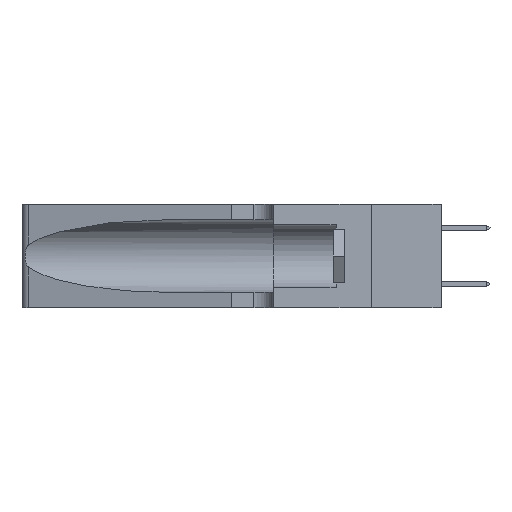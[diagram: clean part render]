
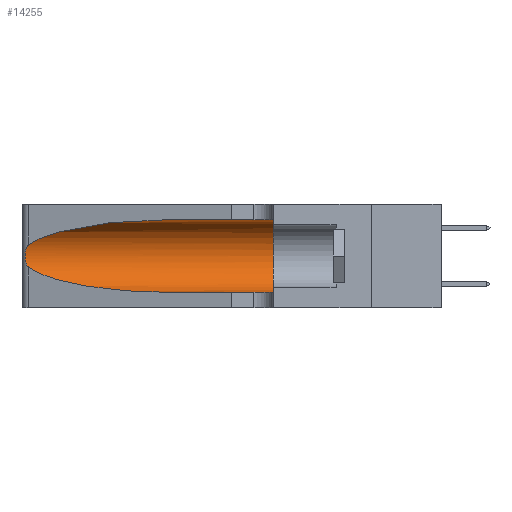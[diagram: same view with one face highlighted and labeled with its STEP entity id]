
A CAD part, left-side view. The second image highlights one B-rep face of the part: STEP entity #14255.
In plain terms, the highlighted cylindrical face has radius 3.308 mm (diameter 6.617 mm), a partial arc.
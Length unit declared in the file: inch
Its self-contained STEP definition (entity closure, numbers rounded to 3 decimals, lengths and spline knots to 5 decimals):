
#41 = CARTESIAN_POINT ( 'NONE',  ( 0.25639, 1.23186, 0.15144 ) ) ;
#61 = VECTOR ( 'NONE', #17135, 39.37008 ) ;
#211 = VERTEX_POINT ( 'NONE', #16527 ) ;
#468 = ORIENTED_EDGE ( 'NONE', *, *, #19565, .F. ) ;
#668 = CARTESIAN_POINT ( 'NONE',  ( 0.1305, 0.72297, 0.31525 ) ) ;
#1013 = ORIENTED_EDGE ( 'NONE', *, *, #14867, .T. ) ;
#1053 = CARTESIAN_POINT ( 'NONE',  ( 0.25487, 1.22718, 0.22369 ) ) ;
#1119 = ORIENTED_EDGE ( 'NONE', *, *, #1692, .T. ) ;
#1692 = EDGE_CURVE ( 'NONE', #7877, #211, #11443, .T. ) ;
#1729 = CARTESIAN_POINT ( 'NONE',  ( 0.1305, 0.72297, 0.05475 ) ) ;
#2129 = CARTESIAN_POINT ( 'NONE',  ( 0.26075, 1.23896, 0.19203 ) ) ;
#2145 = CARTESIAN_POINT ( 'NONE',  ( 0.26018, 1.23835, 0.19895 ) ) ;
#2202 = CARTESIAN_POINT ( 'NONE',  ( 0.25854, 1.2359, 0.20912 ) ) ;
#2349 = CARTESIAN_POINT ( 'NONE',  ( 0.25487, 1.22718, 0.22369 ) ) ;
#2538 = DIRECTION ( 'NONE',  ( 0., -1., 0. ) ) ;
#2671 = VERTEX_POINT ( 'NONE', #668 ) ;
#2702 = EDGE_CURVE ( 'NONE', #17548, #4700, #15873, .T. ) ;
#2890 = CARTESIAN_POINT ( 'NONE',  ( 0.25555, 1.22993, 0.14849 ) ) ;
#3041 = CARTESIAN_POINT ( 'NONE',  ( 0.25487, 1.22718, 0.22369 ) ) ;
#3347 = CARTESIAN_POINT ( 'NONE',  ( 0.1305, 1.61858, 0.31525 ) ) ;
#3465 = CARTESIAN_POINT ( 'NONE',  ( 0.2373, 1.15595, 0.08982 ) ) ;
#3499 = CARTESIAN_POINT ( 'NONE',  ( 0.25787, 1.23484, 0.2124 ) ) ;
#3554 = CARTESIAN_POINT ( 'NONE',  ( 0.25555, 1.22994, 0.2215 ) ) ;
#4077 = CARTESIAN_POINT ( 'NONE',  ( 0.18966, 0.96281, 0.31525 ) ) ;
#4326 = DIRECTION ( 'NONE',  ( 0., 0., -1. ) ) ;
#4700 = VERTEX_POINT ( 'NONE', #14115 ) ;
#4979 = CARTESIAN_POINT ( 'NONE',  ( 0.26017, 1.23833, 0.17102 ) ) ;
#5000 = CARTESIAN_POINT ( 'NONE',  ( 0.26075, 1.23896, 0.178 ) ) ;
#5216 = CARTESIAN_POINT ( 'NONE',  ( 0.1305, 0.72297, 0.05475 ) ) ;
#5274 = ORIENTED_EDGE ( 'NONE', *, *, #18949, .T. ) ;
#5553 = DIRECTION ( 'NONE',  ( 0., 1., 0. ) ) ;
#6489 =( BOUNDED_CURVE ( )  B_SPLINE_CURVE ( 3, ( #21183, #4077, #12807, #2349 ),
 .UNSPECIFIED., .F., .T. ) 
 B_SPLINE_CURVE_WITH_KNOTS ( ( 4, 4 ),
 ( 1.5708, 2.84003 ),
 .UNSPECIFIED. ) 
 CURVE ( )  GEOMETRIC_REPRESENTATION_ITEM ( )  RATIONAL_B_SPLINE_CURVE ( ( 1., 0.87, 0.87, 1. ) ) 
 REPRESENTATION_ITEM ( '' )  );
#6639 = EDGE_LOOP ( 'NONE', ( #1013, #11484, #5274, #1119, #16101, #468 ) ) ;
#6859 = FACE_OUTER_BOUND ( 'NONE', #6639, .T. ) ;
#7877 = VERTEX_POINT ( 'NONE', #1729 ) ;
#10046 = CARTESIAN_POINT ( 'NONE',  ( 0.25639, 1.23184, 0.21858 ) ) ;
#10122 = CARTESIAN_POINT ( 'NONE',  ( 0.25856, 1.23593, 0.16098 ) ) ;
#10355 = VECTOR ( 'NONE', #2538, 39.37008 ) ;
#10551 =( BOUNDED_CURVE ( )  B_SPLINE_CURVE ( 3, ( #13870, #3465, #15564, #5216 ),
 .UNSPECIFIED., .F., .F. ) 
 B_SPLINE_CURVE_WITH_KNOTS ( ( 4, 4 ),
 ( 3.44316, 4.71239 ),
 .UNSPECIFIED. ) 
 CURVE ( )  GEOMETRIC_REPRESENTATION_ITEM ( )  RATIONAL_B_SPLINE_CURVE ( ( 1., 0.87, 0.87, 1. ) ) 
 REPRESENTATION_ITEM ( '' )  );
#11443 = LINE ( 'NONE', #15431, #10355 ) ;
#11484 = ORIENTED_EDGE ( 'NONE', *, *, #2702, .T. ) ;
#12437 = CARTESIAN_POINT ( 'NONE',  ( 0.25487, 1.22718, 0.14631 ) ) ;
#12492 = VERTEX_POINT ( 'NONE', #14904 ) ;
#12529 = CARTESIAN_POINT ( 'NONE',  ( 0.25789, 1.23486, 0.15765 ) ) ;
#12807 = CARTESIAN_POINT ( 'NONE',  ( 0.2373, 1.15595, 0.28018 ) ) ;
#13870 = CARTESIAN_POINT ( 'NONE',  ( 0.25487, 1.22718, 0.14631 ) ) ;
#14115 = CARTESIAN_POINT ( 'NONE',  ( 0.25487, 1.22718, 0.14631 ) ) ;
#14255 = ADVANCED_FACE ( 'NONE', ( #6859 ), #19927, .F. ) ;
#14483 = LINE ( 'NONE', #3347, #61 ) ;
#14867 = EDGE_CURVE ( 'NONE', #2671, #17548, #6489, .T. ) ;
#14904 = CARTESIAN_POINT ( 'NONE',  ( 0.1305, 0.35, 0.31525 ) ) ;
#15431 = CARTESIAN_POINT ( 'NONE',  ( 0.1305, 1.61858, 0.05475 ) ) ;
#15564 = CARTESIAN_POINT ( 'NONE',  ( 0.18966, 0.96281, 0.05475 ) ) ;
#15873 = B_SPLINE_CURVE_WITH_KNOTS ( 'NONE', 3,
 ( #1053, #3554, #10046, #3499, #2202, #2145, #2129, #5000, #4979, #10122, #12529, #41, #2890, #12437 ),
 .UNSPECIFIED., .F., .F.,
 ( 4, 2, 2, 2, 2, 2, 4 ),
 ( 0., 0.00027, 0.00053, 0.00107, 0.0016, 0.00187, 0.00214 ),
 .UNSPECIFIED. ) ;
#15895 = CARTESIAN_POINT ( 'NONE',  ( 0.1305, 0.35, 0.185 ) ) ;
#16101 = ORIENTED_EDGE ( 'NONE', *, *, #17814, .F. ) ;
#16356 = DIRECTION ( 'NONE',  ( 0., -1., 0. ) ) ;
#16527 = CARTESIAN_POINT ( 'NONE',  ( 0.1305, 0.35, 0.05475 ) ) ;
#17135 = DIRECTION ( 'NONE',  ( 0., -1., 0. ) ) ;
#17548 = VERTEX_POINT ( 'NONE', #3041 ) ;
#17573 = DIRECTION ( 'NONE',  ( 0., 0., 1. ) ) ;
#17676 = CIRCLE ( 'NONE', #22033, 0.13025 ) ;
#17814 = EDGE_CURVE ( 'NONE', #12492, #211, #17676, .T. ) ;
#17987 = CARTESIAN_POINT ( 'NONE',  ( 0.1305, 1.61858, 0.185 ) ) ;
#18949 = EDGE_CURVE ( 'NONE', #4700, #7877, #10551, .T. ) ;
#19565 = EDGE_CURVE ( 'NONE', #2671, #12492, #14483, .T. ) ;
#19927 = CYLINDRICAL_SURFACE ( 'NONE', #21828, 0.13025 ) ;
#21183 = CARTESIAN_POINT ( 'NONE',  ( 0.1305, 0.72297, 0.31525 ) ) ;
#21828 = AXIS2_PLACEMENT_3D ( 'NONE', #17987, #16356, #4326 ) ;
#22033 = AXIS2_PLACEMENT_3D ( 'NONE', #15895, #5553, #17573 ) ;
